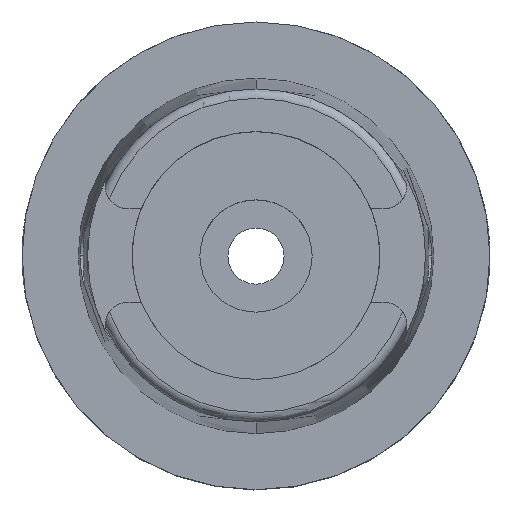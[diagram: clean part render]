
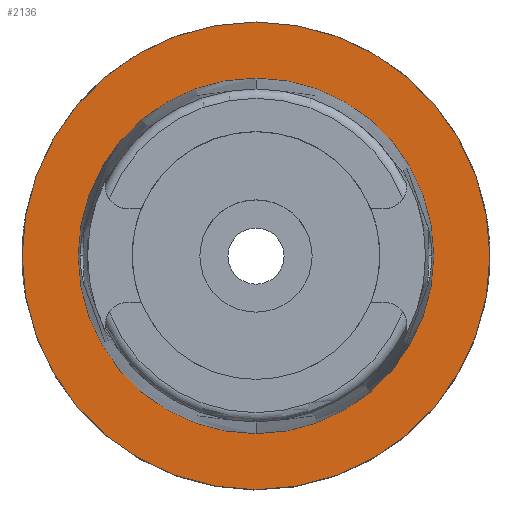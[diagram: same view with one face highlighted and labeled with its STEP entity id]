
A CAD part, top view. The second image highlights one B-rep face of the part: STEP entity #2136.
In plain terms, the highlighted planar face has unit normal (0, 0, 1).
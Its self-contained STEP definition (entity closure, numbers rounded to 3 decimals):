
#54 = EDGE_CURVE ( 'NONE', #2376, #5521, #5056, .T. ) ;
#195 = CIRCLE ( 'NONE', #1450, 38. ) ;
#274 = CARTESIAN_POINT ( 'NONE',  ( 0., -50., 0. ) ) ;
#611 = VERTEX_POINT ( 'NONE', #4220 ) ;
#1194 = DIRECTION ( 'NONE',  ( 0., -1., 0. ) ) ;
#1397 = DIRECTION ( 'NONE',  ( 0., 1., 0. ) ) ;
#1450 = AXIS2_PLACEMENT_3D ( 'NONE', #5284, #3610, #1397 ) ;
#1563 = CIRCLE ( 'NONE', #4275, 50. ) ;
#1651 = CARTESIAN_POINT ( 'NONE',  ( 0., 50., 0. ) ) ;
#1727 = EDGE_CURVE ( 'NONE', #2171, #611, #195, .T. ) ;
#1971 = DIRECTION ( 'NONE',  ( 0., 0., -1. ) ) ;
#2050 = PLANE ( 'NONE',  #3042 ) ;
#2101 = FACE_BOUND ( 'NONE', #3172, .T. ) ;
#2115 = ORIENTED_EDGE ( 'NONE', *, *, #54, .F. ) ;
#2136 = ADVANCED_FACE ( 'NONE', ( #2588, #2101 ), #2050, .T. ) ;
#2171 = VERTEX_POINT ( 'NONE', #2501 ) ;
#2376 = VERTEX_POINT ( 'NONE', #274 ) ;
#2382 = CARTESIAN_POINT ( 'NONE',  ( 0., 0., 0. ) ) ;
#2498 = ORIENTED_EDGE ( 'NONE', *, *, #5533, .F. ) ;
#2501 = CARTESIAN_POINT ( 'NONE',  ( 0., 38., 0. ) ) ;
#2504 = DIRECTION ( 'NONE',  ( 0., 1., 0. ) ) ;
#2559 = DIRECTION ( 'NONE',  ( 0., 0., 1. ) ) ;
#2588 = FACE_OUTER_BOUND ( 'NONE', #2855, .T. ) ;
#2855 = EDGE_LOOP ( 'NONE', ( #4813, #2115 ) ) ;
#3042 = AXIS2_PLACEMENT_3D ( 'NONE', #4718, #2559, #3435 ) ;
#3172 = EDGE_LOOP ( 'NONE', ( #3896, #2498 ) ) ;
#3430 = DIRECTION ( 'NONE',  ( 0., 0., 1. ) ) ;
#3435 = DIRECTION ( 'NONE',  ( 1., 0., 0. ) ) ;
#3558 = AXIS2_PLACEMENT_3D ( 'NONE', #3877, #3430, #1194 ) ;
#3610 = DIRECTION ( 'NONE',  ( 0., 0., 1. ) ) ;
#3771 = AXIS2_PLACEMENT_3D ( 'NONE', #2382, #4104, #4132 ) ;
#3877 = CARTESIAN_POINT ( 'NONE',  ( 0., 0., 0. ) ) ;
#3896 = ORIENTED_EDGE ( 'NONE', *, *, #1727, .F. ) ;
#4104 = DIRECTION ( 'NONE',  ( 0., 0., -1. ) ) ;
#4132 = DIRECTION ( 'NONE',  ( 0., -1., 0. ) ) ;
#4220 = CARTESIAN_POINT ( 'NONE',  ( 0., -38., 0. ) ) ;
#4275 = AXIS2_PLACEMENT_3D ( 'NONE', #4544, #1971, #2504 ) ;
#4544 = CARTESIAN_POINT ( 'NONE',  ( 0., 0., 0. ) ) ;
#4718 = CARTESIAN_POINT ( 'NONE',  ( 0., 0., 0. ) ) ;
#4813 = ORIENTED_EDGE ( 'NONE', *, *, #5145, .F. ) ;
#5056 = CIRCLE ( 'NONE', #3771, 50. ) ;
#5145 = EDGE_CURVE ( 'NONE', #5521, #2376, #1563, .T. ) ;
#5284 = CARTESIAN_POINT ( 'NONE',  ( 0., 0., 0. ) ) ;
#5383 = CIRCLE ( 'NONE', #3558, 38. ) ;
#5521 = VERTEX_POINT ( 'NONE', #1651 ) ;
#5533 = EDGE_CURVE ( 'NONE', #611, #2171, #5383, .T. ) ;
